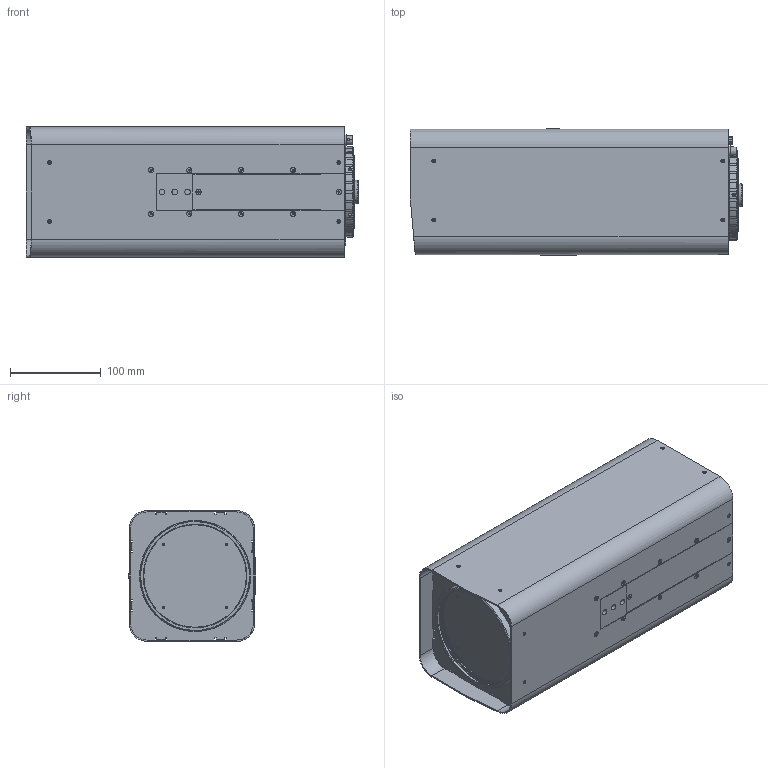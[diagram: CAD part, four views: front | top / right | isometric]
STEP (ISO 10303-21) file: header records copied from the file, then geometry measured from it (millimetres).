
FILE_DESCRIPTION (( 'STEP AP203' ), '1' );
FILE_NAME ('640006.STEP', '2021-08-06T02:20:46', ( '' ), ( '' ), 'SwSTEP 2.0', 'SolidWorks 2020', '' );
FILE_SCHEMA (( 'CONFIG_CONTROL_DESIGN' ));
Products named in the file (1): 640006
Bounding box: 365.17 x 139.8 x 144 mm (x, y, z)
Surface area: 808044 mm2 (no closed solid volume)
Topology: 0 solids, 74 shells, 3072 faces, 7769 edges, 5042 vertices
Faces by surface type: plane 1728, cylinder 692, cone 358, bspline 165, torus 128, sphere 1
Entity records: 106190 total; most frequent: CARTESIAN_POINT 31689, ORIENTED_EDGE 15507, DIRECTION 15142, EDGE_CURVE 7758, VECTOR 5182, LINE 5182, VERTEX_POINT 5040, AXIS2_PLACEMENT_3D 4980
